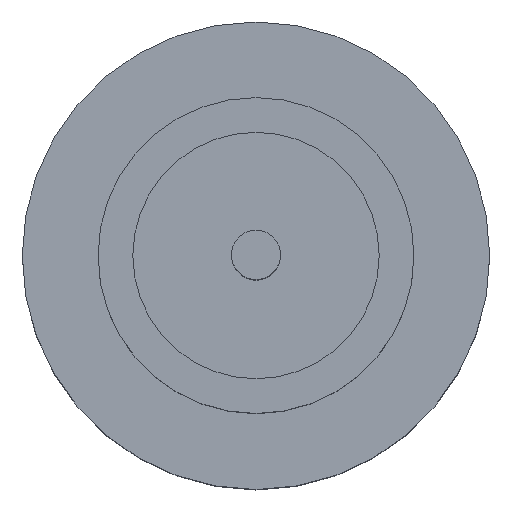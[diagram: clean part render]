
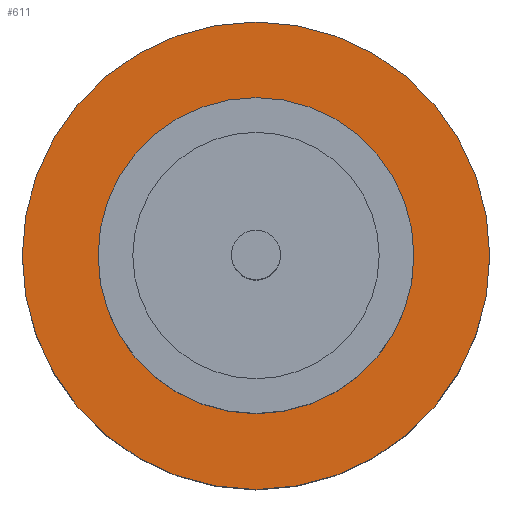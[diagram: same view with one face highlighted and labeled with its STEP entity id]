
A CAD part, top view. The second image highlights one B-rep face of the part: STEP entity #611.
In plain terms, the highlighted planar face has unit normal (0, 0, 1).
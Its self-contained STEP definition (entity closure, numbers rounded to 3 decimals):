
#1 = AXIS2_PLACEMENT_3D ( 'NONE', #610, #271, #134 ) ;
#29 = VERTEX_POINT ( 'NONE', #755 ) ;
#45 = FACE_OUTER_BOUND ( 'NONE', #386, .T. ) ;
#47 = EDGE_CURVE ( 'NONE', #695, #29, #99, .T. ) ;
#56 = CARTESIAN_POINT ( 'NONE',  ( 1.85, 0., 1.55 ) ) ;
#64 = CARTESIAN_POINT ( 'NONE',  ( 0., 0., 1.55 ) ) ;
#79 = VERTEX_POINT ( 'NONE', #585 ) ;
#99 = CIRCLE ( 'NONE', #370, 1.25 ) ;
#114 = DIRECTION ( 'NONE',  ( 1., 0., 0. ) ) ;
#121 = DIRECTION ( 'NONE',  ( 0., 0., 1. ) ) ;
#134 = DIRECTION ( 'NONE',  ( 1., 0., 0. ) ) ;
#152 = ORIENTED_EDGE ( 'NONE', *, *, #593, .T. ) ;
#182 = CARTESIAN_POINT ( 'NONE',  ( 0., 0., 1.55 ) ) ;
#195 = CARTESIAN_POINT ( 'NONE',  ( 0., 0., 1.55 ) ) ;
#196 = CARTESIAN_POINT ( 'NONE',  ( -1.25, 0., 1.55 ) ) ;
#205 = FACE_BOUND ( 'NONE', #632, .T. ) ;
#216 = EDGE_CURVE ( 'NONE', #474, #79, #318, .T. ) ;
#232 = DIRECTION ( 'NONE',  ( 0., 0., 1. ) ) ;
#257 = DIRECTION ( 'NONE',  ( 0., 0., 1. ) ) ;
#271 = DIRECTION ( 'NONE',  ( 0., 0., 1. ) ) ;
#305 = EDGE_CURVE ( 'NONE', #29, #695, #396, .T. ) ;
#318 = CIRCLE ( 'NONE', #749, 1.85 ) ;
#362 = DIRECTION ( 'NONE',  ( 1., 0., 0. ) ) ;
#370 = AXIS2_PLACEMENT_3D ( 'NONE', #64, #232, #114 ) ;
#381 = ORIENTED_EDGE ( 'NONE', *, *, #47, .F. ) ;
#386 = EDGE_LOOP ( 'NONE', ( #152, #449 ) ) ;
#396 = CIRCLE ( 'NONE', #1, 1.25 ) ;
#449 = ORIENTED_EDGE ( 'NONE', *, *, #216, .T. ) ;
#457 = DIRECTION ( 'NONE',  ( 0., 0., 1. ) ) ;
#474 = VERTEX_POINT ( 'NONE', #56 ) ;
#498 = CIRCLE ( 'NONE', #514, 1.85 ) ;
#514 = AXIS2_PLACEMENT_3D ( 'NONE', #706, #457, #583 ) ;
#530 = AXIS2_PLACEMENT_3D ( 'NONE', #182, #121, #652 ) ;
#583 = DIRECTION ( 'NONE',  ( 1., 0., 0. ) ) ;
#585 = CARTESIAN_POINT ( 'NONE',  ( -1.85, 0., 1.55 ) ) ;
#593 = EDGE_CURVE ( 'NONE', #79, #474, #498, .T. ) ;
#610 = CARTESIAN_POINT ( 'NONE',  ( 0., 0., 1.55 ) ) ;
#611 = ADVANCED_FACE ( 'NONE', ( #205, #45 ), #649, .T. ) ;
#632 = EDGE_LOOP ( 'NONE', ( #727, #381 ) ) ;
#649 = PLANE ( 'NONE',  #530 ) ;
#652 = DIRECTION ( 'NONE',  ( 1., 0., 0. ) ) ;
#695 = VERTEX_POINT ( 'NONE', #196 ) ;
#706 = CARTESIAN_POINT ( 'NONE',  ( 0., 0., 1.55 ) ) ;
#727 = ORIENTED_EDGE ( 'NONE', *, *, #305, .F. ) ;
#749 = AXIS2_PLACEMENT_3D ( 'NONE', #195, #257, #362 ) ;
#755 = CARTESIAN_POINT ( 'NONE',  ( 1.25, 0., 1.55 ) ) ;
